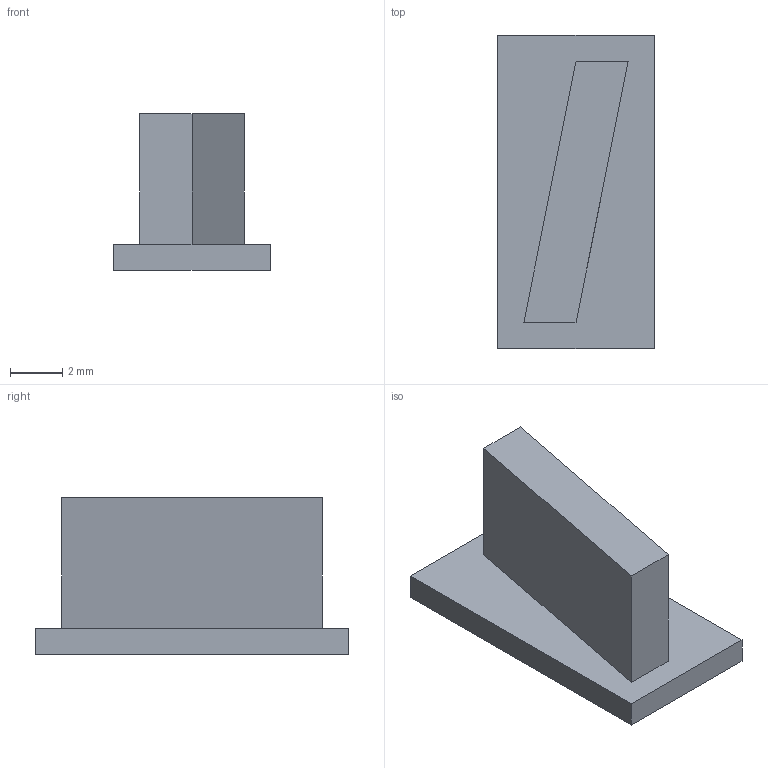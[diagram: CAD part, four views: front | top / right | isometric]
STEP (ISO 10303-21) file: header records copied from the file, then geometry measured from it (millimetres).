
FILE_DESCRIPTION(('HOOPS Exchange Step'),'2;1');
FILE_NAME('temp_export','2025-06-03T12:58:46-04:00',('mcbeav'),('Shapr3D Limited'),'HOOPS Exchange 2024.8','Shapr3D','Authorized');
FILE_SCHEMA( ('AP242_MANAGED_MODEL_BASED_3D_ENGINEERING_MIM_LF {1 0 10303 442 1 1 4}') );
Length unit declared in the file: millimetre
Products named in the file (4): Buttons; BlueSCSI; Prototyping; root
Assembly tree (3 placements, depth 2):
  root
    Buttons
    BlueSCSI
    Prototyping
Bounding box: 6 x 12 x 6 mm (x, y, z)
Volume: 172 mm3; surface area: 302 mm2
Topology: 1 solids, 1 shells, 11 faces, 24 edges, 16 vertices
Faces by surface type: plane 11
Entity records: 409 total; most frequent: DIRECTION 62, CARTESIAN_POINT 59, ORIENTED_EDGE 48, VECTOR 24, LINE 24, EDGE_CURVE 24, AXIS2_PLACEMENT_3D 19, VERTEX_POINT 16
